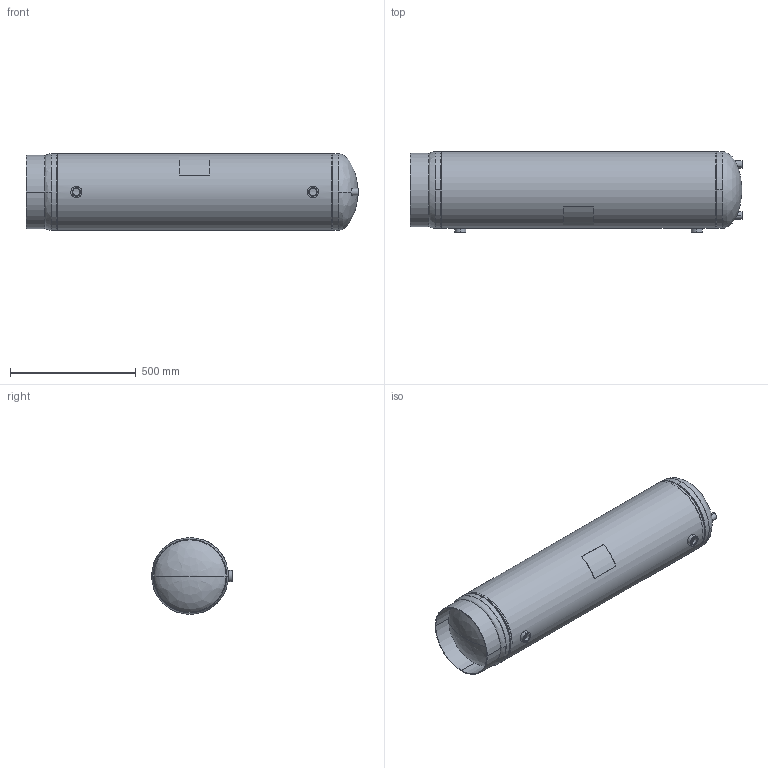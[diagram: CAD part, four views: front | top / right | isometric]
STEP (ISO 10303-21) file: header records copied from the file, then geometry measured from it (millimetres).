
FILE_DESCRIPTION (( 'STEP AP203' ), '1' );
FILE_NAME ('12NA51.STEP', '2021-03-10T15:10:00', ( '' ), ( '' ), 'SwSTEP 2.0', 'SolidWorks 2021', '' );
FILE_SCHEMA (( 'CONFIG_CONTROL_DESIGN' ));
Length unit declared in the file: inch
Products named in the file (8): 12NA51; 9500050; 9600830_12" HORIZ; 9200040; 99B0450; Couplings_9500557; 9200042; 99Q0449
Assembly tree (9 placements, depth 2):
  12NA51
    99B0450
    9200040
    9200042
    9500050  x2
    Couplings_9500557  x2
    99Q0449
    9600830_12" HORIZ
Bounding box: 1318.88 x 320.57 x 304.8 mm (x, y, z)
Volume: 3396837 mm3; surface area: 2806539.6 mm2
Topology: 9 solids, 9 shells, 146 faces, 328 edges, 196 vertices
Faces by surface type: cylinder 50, cone 32, plane 28, torus 24, bspline 12
Full cylindrical faces by diameter (mm): 299.72 x1, 304.597 x1
Entity records: 7032 total; most frequent: CARTESIAN_POINT 3390, DIRECTION 624, ORIENTED_EDGE 544, EDGE_CURVE 272, AXIS2_PLACEMENT_3D 270, VERTEX_POINT 164, CIRCLE 148, EDGE_LOOP 134
